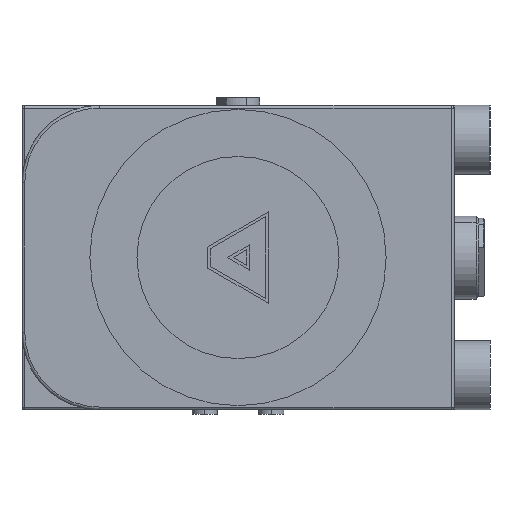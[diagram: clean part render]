
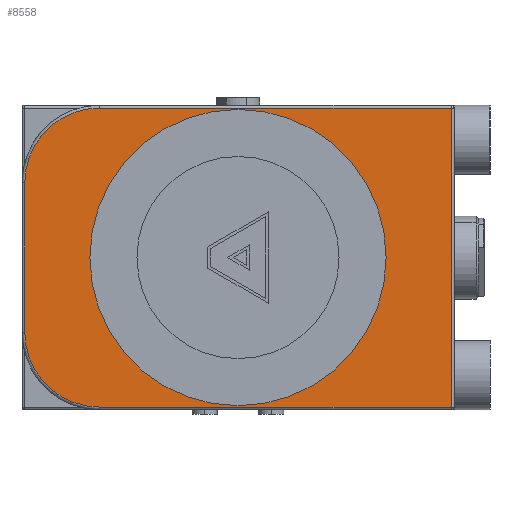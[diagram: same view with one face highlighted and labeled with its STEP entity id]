
A CAD part, left-side view. The second image highlights one B-rep face of the part: STEP entity #8558.
In plain terms, the highlighted planar face has unit normal (-1, 0, 0).
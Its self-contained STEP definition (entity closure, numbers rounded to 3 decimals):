
#77 = CARTESIAN_POINT ( 'NONE',  ( -45., 0., -52.8 ) ) ;
#337 = CARTESIAN_POINT ( 'NONE',  ( -45., 77., -27. ) ) ;
#453 = LINE ( 'NONE', #6339, #1891 ) ;
#458 = AXIS2_PLACEMENT_3D ( 'NONE', #4955, #5156, #18321 ) ;
#494 = VERTEX_POINT ( 'NONE', #4748 ) ;
#498 = ORIENTED_EDGE ( 'NONE', *, *, #15912, .T. ) ;
#561 = DIRECTION ( 'NONE',  ( 1., 0., 0. ) ) ;
#1236 = VERTEX_POINT ( 'NONE', #77 ) ;
#1774 = CARTESIAN_POINT ( 'NONE',  ( -45., 50., -27. ) ) ;
#1891 = VECTOR ( 'NONE', #9470, 1000. ) ;
#1979 = EDGE_CURVE ( 'NONE', #18371, #1236, #5501, .T. ) ;
#2105 = DIRECTION ( 'NONE',  ( 0., 0., -1. ) ) ;
#2563 = DIRECTION ( 'NONE',  ( 1., 0., 0. ) ) ;
#3324 = DIRECTION ( 'NONE',  ( 0., 0., -1. ) ) ;
#4748 = CARTESIAN_POINT ( 'NONE',  ( -45., 50., 54. ) ) ;
#4927 = CARTESIAN_POINT ( 'NONE',  ( -45., 50., 54. ) ) ;
#4955 = CARTESIAN_POINT ( 'NONE',  ( -45., 0., 0. ) ) ;
#5048 = FACE_OUTER_BOUND ( 'NONE', #16755, .T. ) ;
#5156 = DIRECTION ( 'NONE',  ( 1., 0., 0. ) ) ;
#5501 = CIRCLE ( 'NONE', #8006, 52.8 ) ;
#5700 = CIRCLE ( 'NONE', #6337, 27. ) ;
#5763 = VERTEX_POINT ( 'NONE', #337 ) ;
#6249 = EDGE_CURVE ( 'NONE', #11689, #494, #9048, .T. ) ;
#6337 = AXIS2_PLACEMENT_3D ( 'NONE', #16033, #14482, #7277 ) ;
#6339 = CARTESIAN_POINT ( 'NONE',  ( -45., -78., -54. ) ) ;
#6645 = AXIS2_PLACEMENT_3D ( 'NONE', #1774, #13694, #7755 ) ;
#6818 = DIRECTION ( 'NONE',  ( 0., 0., 1. ) ) ;
#7277 = DIRECTION ( 'NONE',  ( 0., 0., -1. ) ) ;
#7306 = VECTOR ( 'NONE', #6818, 1000. ) ;
#7755 = DIRECTION ( 'NONE',  ( 0., 0., -1. ) ) ;
#8006 = AXIS2_PLACEMENT_3D ( 'NONE', #18875, #2563, #10127 ) ;
#8087 = FACE_BOUND ( 'NONE', #15751, .T. ) ;
#8283 = PLANE ( 'NONE',  #458 ) ;
#8437 = CARTESIAN_POINT ( 'NONE',  ( -45., 0., 52.8 ) ) ;
#8558 = ADVANCED_FACE ( 'NONE', ( #5048, #8087 ), #8283, .F. ) ;
#8804 = AXIS2_PLACEMENT_3D ( 'NONE', #18426, #561, #3324 ) ;
#8842 = CARTESIAN_POINT ( 'NONE',  ( -45., -77., -54. ) ) ;
#8873 = ORIENTED_EDGE ( 'NONE', *, *, #17818, .T. ) ;
#9048 = LINE ( 'NONE', #4927, #17013 ) ;
#9208 = EDGE_CURVE ( 'NONE', #494, #13736, #5700, .T. ) ;
#9470 = DIRECTION ( 'NONE',  ( 0., -1., 0. ) ) ;
#9543 = CARTESIAN_POINT ( 'NONE',  ( -45., 50., -54. ) ) ;
#9573 = CARTESIAN_POINT ( 'NONE',  ( -45., 77., -27. ) ) ;
#10127 = DIRECTION ( 'NONE',  ( 0., 0., -1. ) ) ;
#10891 = ORIENTED_EDGE ( 'NONE', *, *, #18996, .T. ) ;
#11030 = LINE ( 'NONE', #9573, #16856 ) ;
#11206 = LINE ( 'NONE', #15776, #7306 ) ;
#11689 = VERTEX_POINT ( 'NONE', #14140 ) ;
#12529 = CIRCLE ( 'NONE', #8804, 52.8 ) ;
#12901 = VERTEX_POINT ( 'NONE', #9543 ) ;
#13027 = ORIENTED_EDGE ( 'NONE', *, *, #18946, .T. ) ;
#13422 = ORIENTED_EDGE ( 'NONE', *, *, #16862, .T. ) ;
#13694 = DIRECTION ( 'NONE',  ( -1., 0., 0. ) ) ;
#13736 = VERTEX_POINT ( 'NONE', #18910 ) ;
#13807 = DIRECTION ( 'NONE',  ( 0., 1., 0. ) ) ;
#14111 = CIRCLE ( 'NONE', #6645, 27. ) ;
#14140 = CARTESIAN_POINT ( 'NONE',  ( -45., -77., 54. ) ) ;
#14482 = DIRECTION ( 'NONE',  ( -1., 0., 0. ) ) ;
#14710 = ORIENTED_EDGE ( 'NONE', *, *, #9208, .T. ) ;
#15751 = EDGE_LOOP ( 'NONE', ( #16408, #498 ) ) ;
#15776 = CARTESIAN_POINT ( 'NONE',  ( -45., -77., 55. ) ) ;
#15912 = EDGE_CURVE ( 'NONE', #1236, #18371, #12529, .T. ) ;
#16033 = CARTESIAN_POINT ( 'NONE',  ( -45., 50., 27. ) ) ;
#16408 = ORIENTED_EDGE ( 'NONE', *, *, #1979, .T. ) ;
#16755 = EDGE_LOOP ( 'NONE', ( #13027, #8873, #16823, #14710, #10891, #13422 ) ) ;
#16823 = ORIENTED_EDGE ( 'NONE', *, *, #6249, .T. ) ;
#16856 = VECTOR ( 'NONE', #2105, 1000. ) ;
#16862 = EDGE_CURVE ( 'NONE', #5763, #12901, #14111, .T. ) ;
#17013 = VECTOR ( 'NONE', #13807, 1000. ) ;
#17818 = EDGE_CURVE ( 'NONE', #18484, #11689, #11206, .T. ) ;
#18321 = DIRECTION ( 'NONE',  ( 0., 0., -1. ) ) ;
#18371 = VERTEX_POINT ( 'NONE', #8437 ) ;
#18426 = CARTESIAN_POINT ( 'NONE',  ( -45., 0., 0. ) ) ;
#18484 = VERTEX_POINT ( 'NONE', #8842 ) ;
#18875 = CARTESIAN_POINT ( 'NONE',  ( -45., 0., 0. ) ) ;
#18910 = CARTESIAN_POINT ( 'NONE',  ( -45., 77., 27. ) ) ;
#18946 = EDGE_CURVE ( 'NONE', #12901, #18484, #453, .T. ) ;
#18996 = EDGE_CURVE ( 'NONE', #13736, #5763, #11030, .T. ) ;
